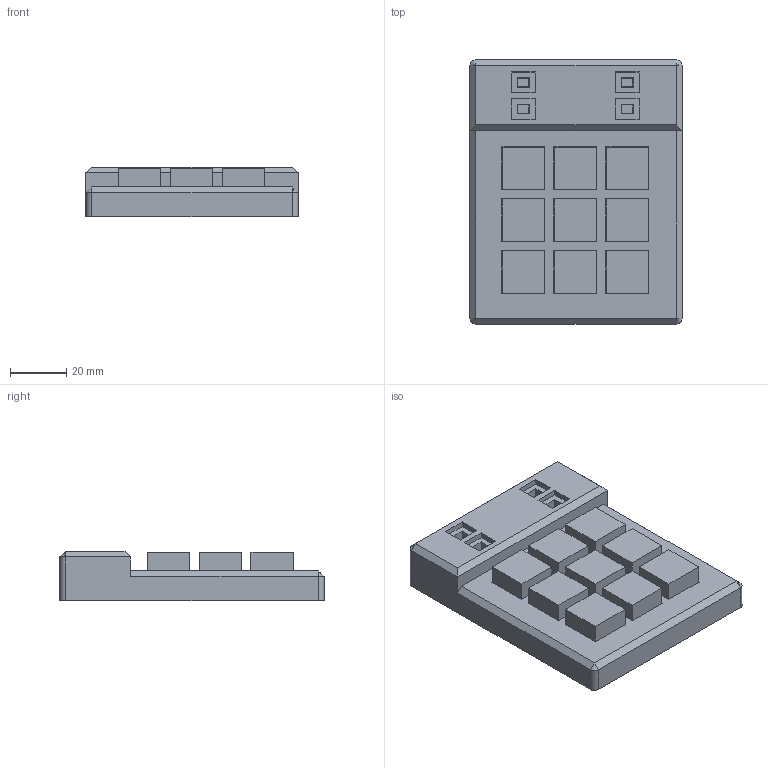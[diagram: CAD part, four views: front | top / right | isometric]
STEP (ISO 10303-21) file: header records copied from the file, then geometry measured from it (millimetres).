
FILE_DESCRIPTION(/* description */ ('','CAx-IF Rec.Pracs.---Representation and Presentation of Product Manufacturing Information (PMI)---4.0---2014-10-13'),/* implementation_level */ '2;1');
FILE_NAME(/* name */ 'HackPad v4.step',/* time_stamp */ '2025-02-16T12:30:19+01:00',/* author */ (''),/* organization */ (''),/* preprocessor_version */ 'ST-DEVELOPER v20',/* originating_system */ 'Autodesk Translation Framework v13.20.0.188',/* authorisation */ '');
FILE_SCHEMA (('AP242_MANAGED_MODEL_BASED_3D_ENGINEERING_MIM_LF { 1 0 10303 442 1 1 4 }'));
Length unit declared in the file: millimetre
Products named in the file (1): HackPad
Bounding box: 75.5 x 94 x 17.6 mm (x, y, z)
Volume: 83064.8 mm3; surface area: 54206 mm2
Topology: 3 solids, 3 shells, 607 faces, 1623 edges, 1072 vertices
Faces by surface type: plane 395, bspline 152, cylinder 50, cone 10
Full cylindrical faces by diameter (mm): 3 x8, 3.1 x8, 5.1 x4, 5.5 x4, 12.2 x4
Entity records: 20377 total; most frequent: CARTESIAN_POINT 6040, ORIENTED_EDGE 3238, DIRECTION 2333, EDGE_CURVE 1619, LINE 1195, VECTOR 1195, VERTEX_POINT 1072, EDGE_LOOP 715
